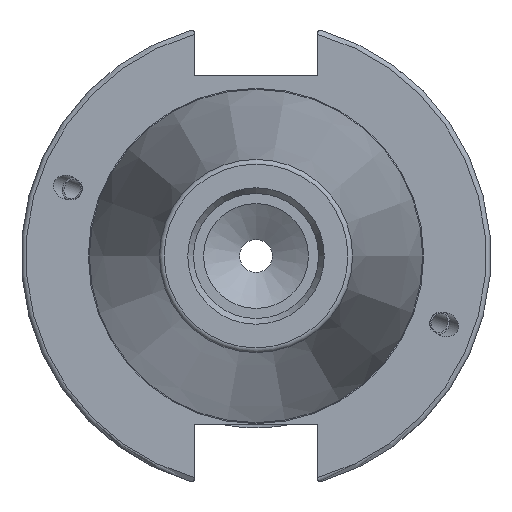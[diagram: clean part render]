
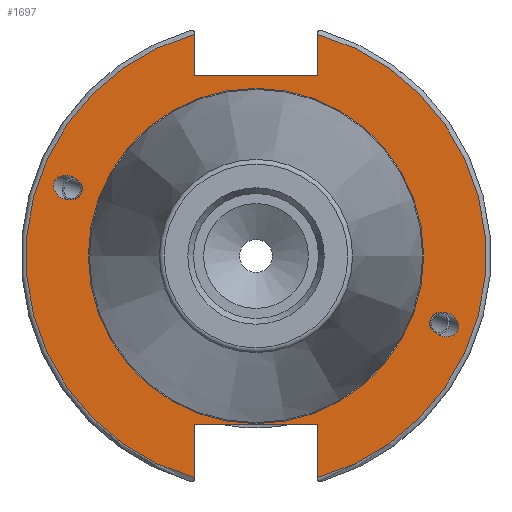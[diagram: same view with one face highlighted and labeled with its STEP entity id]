
A CAD part, left-side view. The second image highlights one B-rep face of the part: STEP entity #1697.
In plain terms, the highlighted planar face has unit normal (-1, 0, 0).
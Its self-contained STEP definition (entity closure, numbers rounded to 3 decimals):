
#41=ELLIPSE('',#1873,3.052,2.5);
#50=ELLIPSE('',#1901,3.052,2.5);
#62=FACE_BOUND('',#291,.T.);
#63=FACE_BOUND('',#292,.T.);
#64=FACE_BOUND('',#293,.T.);
#76=PLANE('',#1914);
#192=FACE_OUTER_BOUND('',#290,.T.);
#290=EDGE_LOOP('',(#1371,#1372,#1373,#1374,#1375,#1376,#1377,#1378));
#291=EDGE_LOOP('',(#1379));
#292=EDGE_LOOP('',(#1380));
#293=EDGE_LOOP('',(#1381,#1382));
#375=LINE('',#2978,#456);
#376=LINE('',#2980,#457);
#377=LINE('',#2982,#458);
#378=LINE('',#2986,#459);
#379=LINE('',#2988,#460);
#380=LINE('',#2989,#461);
#456=VECTOR('',#2345,10.);
#457=VECTOR('',#2346,10.);
#458=VECTOR('',#2347,10.);
#459=VECTOR('',#2350,10.);
#460=VECTOR('',#2351,10.);
#461=VECTOR('',#2352,10.);
#587=CIRCLE('',#1910,35.125);
#588=CIRCLE('',#1911,35.125);
#591=CIRCLE('',#1915,48.213);
#592=CIRCLE('',#1916,48.213);
#714=VERTEX_POINT('',#2853);
#734=VERTEX_POINT('',#2948);
#740=VERTEX_POINT('',#2965);
#741=VERTEX_POINT('',#2967);
#743=VERTEX_POINT('',#2974);
#744=VERTEX_POINT('',#2975);
#745=VERTEX_POINT('',#2977);
#746=VERTEX_POINT('',#2979);
#747=VERTEX_POINT('',#2981);
#748=VERTEX_POINT('',#2983);
#749=VERTEX_POINT('',#2985);
#750=VERTEX_POINT('',#2987);
#932=EDGE_CURVE('',#714,#714,#41,.T.);
#960=EDGE_CURVE('',#734,#734,#50,.T.);
#968=EDGE_CURVE('',#740,#741,#587,.T.);
#969=EDGE_CURVE('',#741,#740,#588,.T.);
#972=EDGE_CURVE('',#743,#744,#591,.T.);
#973=EDGE_CURVE('',#743,#745,#375,.T.);
#974=EDGE_CURVE('',#745,#746,#376,.T.);
#975=EDGE_CURVE('',#746,#747,#377,.T.);
#976=EDGE_CURVE('',#748,#747,#592,.T.);
#977=EDGE_CURVE('',#748,#749,#378,.T.);
#978=EDGE_CURVE('',#749,#750,#379,.T.);
#979=EDGE_CURVE('',#750,#744,#380,.T.);
#1371=ORIENTED_EDGE('',*,*,#972,.F.);
#1372=ORIENTED_EDGE('',*,*,#973,.T.);
#1373=ORIENTED_EDGE('',*,*,#974,.T.);
#1374=ORIENTED_EDGE('',*,*,#975,.T.);
#1375=ORIENTED_EDGE('',*,*,#976,.F.);
#1376=ORIENTED_EDGE('',*,*,#977,.T.);
#1377=ORIENTED_EDGE('',*,*,#978,.T.);
#1378=ORIENTED_EDGE('',*,*,#979,.T.);
#1379=ORIENTED_EDGE('',*,*,#932,.T.);
#1380=ORIENTED_EDGE('',*,*,#960,.T.);
#1381=ORIENTED_EDGE('',*,*,#969,.F.);
#1382=ORIENTED_EDGE('',*,*,#968,.F.);
#1697=ADVANCED_FACE('',(#192,#62,#63,#64),#76,.T.);
#1873=AXIS2_PLACEMENT_3D('',#2855,#2250,#2251);
#1901=AXIS2_PLACEMENT_3D('',#2950,#2313,#2314);
#1910=AXIS2_PLACEMENT_3D('',#2968,#2333,#2334);
#1911=AXIS2_PLACEMENT_3D('',#2969,#2335,#2336);
#1914=AXIS2_PLACEMENT_3D('',#2973,#2341,#2342);
#1915=AXIS2_PLACEMENT_3D('',#2976,#2343,#2344);
#1916=AXIS2_PLACEMENT_3D('',#2984,#2348,#2349);
#2250=DIRECTION('center_axis',(1.,0.,0.));
#2251=DIRECTION('ref_axis',(0.,-0.94,-0.342));
#2313=DIRECTION('center_axis',(1.,0.,0.));
#2314=DIRECTION('ref_axis',(0.,0.94,0.342));
#2333=DIRECTION('center_axis',(-1.,0.,0.));
#2334=DIRECTION('ref_axis',(0.,-1.,0.));
#2335=DIRECTION('center_axis',(-1.,0.,0.));
#2336=DIRECTION('ref_axis',(0.,-1.,0.));
#2341=DIRECTION('center_axis',(-1.,0.,0.));
#2342=DIRECTION('ref_axis',(0.,0.,1.));
#2343=DIRECTION('center_axis',(1.,0.,0.));
#2344=DIRECTION('ref_axis',(0.,-1.,0.));
#2345=DIRECTION('',(0.,0.,-1.));
#2346=DIRECTION('',(0.,1.,0.));
#2347=DIRECTION('',(0.,0.,1.));
#2348=DIRECTION('center_axis',(1.,0.,0.));
#2349=DIRECTION('ref_axis',(0.,1.,0.));
#2350=DIRECTION('',(0.,0.,1.));
#2351=DIRECTION('',(0.,-1.,0.));
#2352=DIRECTION('',(0.,0.,-1.));
#2853=CARTESIAN_POINT('',(3.175,-36.599,-13.321));
#2855=CARTESIAN_POINT('Origin',(3.175,-39.467,-14.365));
#2948=CARTESIAN_POINT('',(3.175,36.599,13.321));
#2950=CARTESIAN_POINT('Origin',(3.175,39.467,14.365));
#2965=CARTESIAN_POINT('',(3.175,0.,35.125));
#2967=CARTESIAN_POINT('',(3.175,35.125,0.));
#2968=CARTESIAN_POINT('Origin',(3.175,0.,0.));
#2969=CARTESIAN_POINT('Origin',(3.175,0.,0.));
#2973=CARTESIAN_POINT('Origin',(3.175,49.213,0.));
#2974=CARTESIAN_POINT('',(3.175,-12.95,46.441));
#2975=CARTESIAN_POINT('',(3.175,-12.95,-46.441));
#2976=CARTESIAN_POINT('Origin',(3.175,0.,0.));
#2977=CARTESIAN_POINT('',(3.175,-12.95,37.719));
#2978=CARTESIAN_POINT('',(3.175,-12.95,18.86));
#2979=CARTESIAN_POINT('',(3.175,12.95,37.719));
#2980=CARTESIAN_POINT('',(3.175,24.606,37.719));
#2981=CARTESIAN_POINT('',(3.175,12.95,46.441));
#2982=CARTESIAN_POINT('',(3.175,12.95,18.86));
#2983=CARTESIAN_POINT('',(3.175,12.95,-46.441));
#2984=CARTESIAN_POINT('Origin',(3.175,0.,0.));
#2985=CARTESIAN_POINT('',(3.175,12.95,-35.306));
#2986=CARTESIAN_POINT('',(3.175,12.95,-17.653));
#2987=CARTESIAN_POINT('',(3.175,-12.95,-35.306));
#2988=CARTESIAN_POINT('',(3.175,24.606,-35.306));
#2989=CARTESIAN_POINT('',(3.175,-12.95,-17.653));
